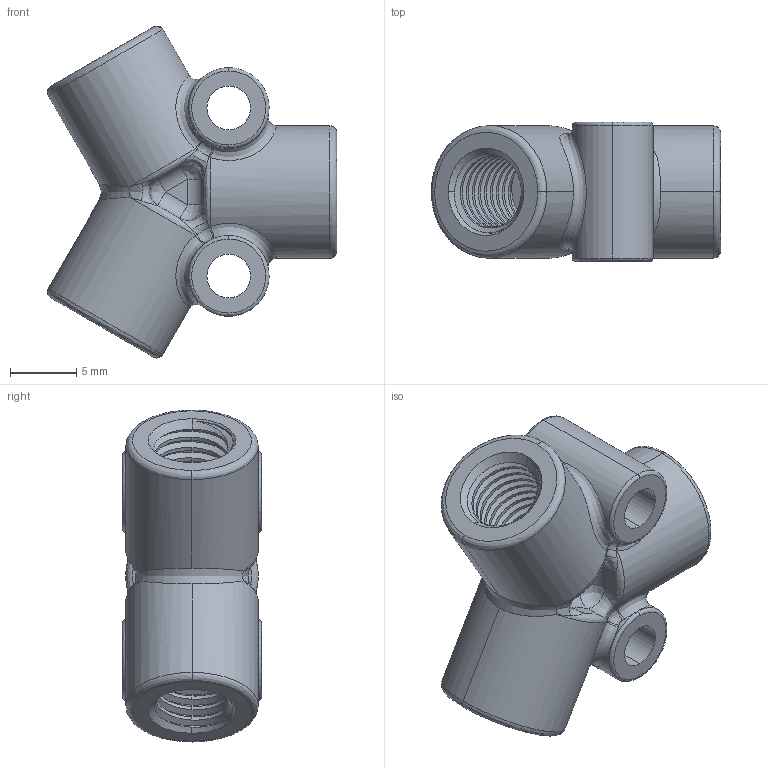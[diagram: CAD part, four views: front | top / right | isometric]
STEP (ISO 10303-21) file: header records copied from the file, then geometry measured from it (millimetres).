
FILE_DESCRIPTION (( 'STEP AP214' ), '1' );
FILE_NAME ('P-514-01.STEP', '2017-05-26T16:06:28', ( '' ), ( '' ), 'SwSTEP 2.0', 'SolidWorks 2016', '' );
FILE_SCHEMA (( 'AUTOMOTIVE_DESIGN' ));
Length unit declared in the file: inch
Products named in the file (1): P-514-01
Bounding box: 21.86 x 10.52 x 25.09 mm (x, y, z)
Volume: 2034.5 mm3; surface area: 2383.6 mm2
Topology: 1 solids, 1 shells, 234 faces, 637 edges, 403 vertices
Faces by surface type: cylinder 146, bspline 61, plane 21, cone 6
Entity records: 26258 total; most frequent: CARTESIAN_POINT 21390, ORIENTED_EDGE 1266, DIRECTION 667, EDGE_CURVE 633, VERTEX_POINT 403, B_SPLINE_CURVE_WITH_KNOTS 298, AXIS2_PLACEMENT_3D 252, EDGE_LOOP 244
